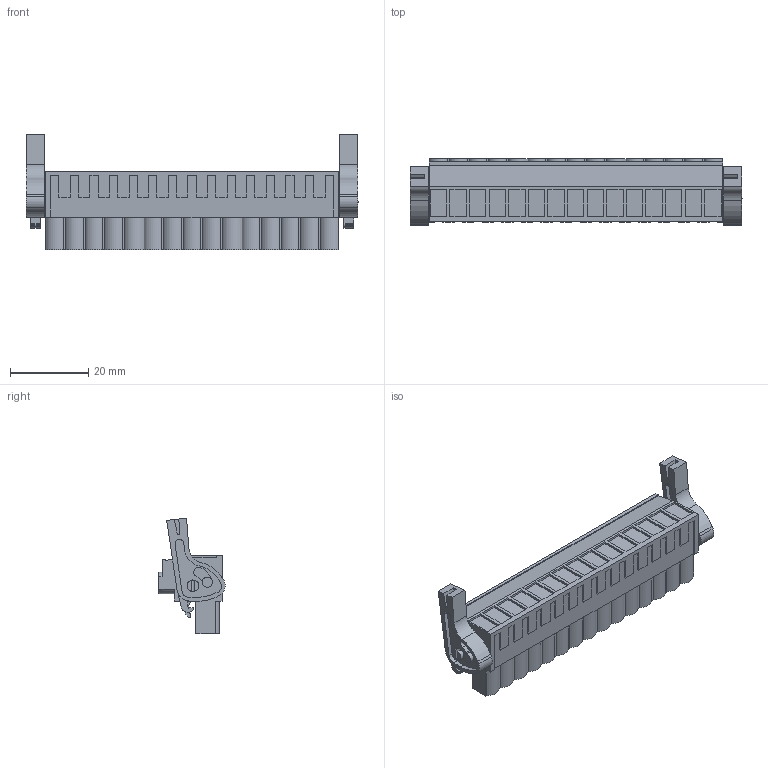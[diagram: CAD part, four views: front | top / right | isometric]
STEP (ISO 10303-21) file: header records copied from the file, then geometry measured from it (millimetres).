
FILE_DESCRIPTION(('CATIA V5 STEP Exchange','CAx-IF Rec.Pracs.--- Model Styling and Organization---1.2---2011-12-15'),'2;1');
FILE_NAME ('D1460374_0_1956240000_1956240000.stp','2017-05-31T13:02:09+00:00',('none'),('Weidmueller'),'CATIA Version 5-6 Release 2014','CATIA V5 STEP AP214','none');
FILE_SCHEMA(('AUTOMOTIVE_DESIGN { 1 0 10303 214 1 1 1 1 }'));
Length unit declared in the file: millimetre
Products named in the file (1): 1956240000
Bounding box: 84.7 x 16.89 x 29.52 mm (x, y, z)
Volume: 15979.4 mm3; surface area: 9765 mm2
Topology: 18 solids, 18 shells, 1052 faces, 3004 edges, 2058 vertices
Faces by surface type: plane 807, cylinder 243, extrusion 2
Entity records: 33201 total; most frequent: CARTESIAN_POINT 6195, ORIENTED_EDGE 6008, DIRECTION 4355, EDGE_CURVE 3004, VECTOR 2409, LINE 2407, VERTEX_POINT 2058, AXIS2_PLACEMENT_3D 1243
